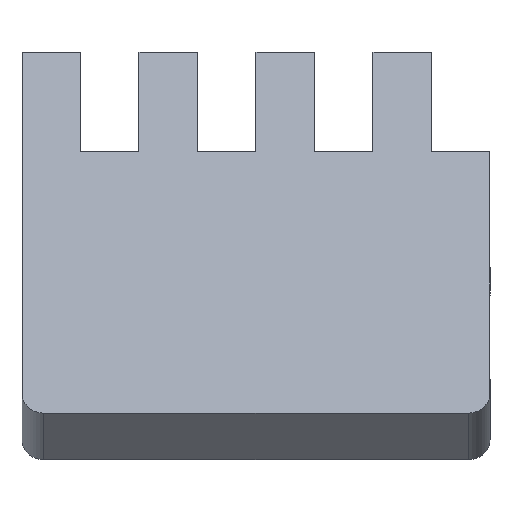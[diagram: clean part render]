
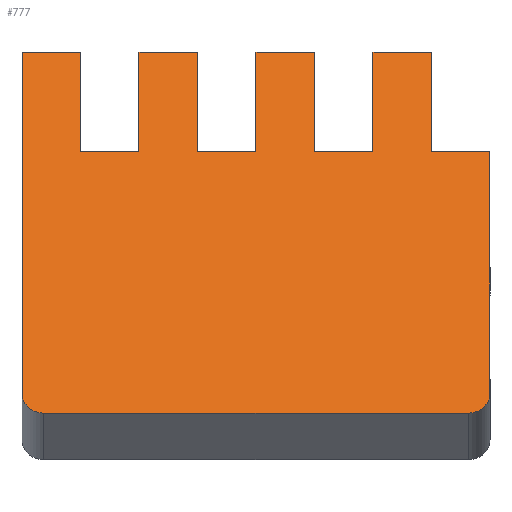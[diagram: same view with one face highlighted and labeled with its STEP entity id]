
A CAD part, top view. The second image highlights one B-rep face of the part: STEP entity #777.
In plain terms, the highlighted face is planar.
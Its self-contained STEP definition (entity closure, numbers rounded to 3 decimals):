
#35=PLANE('',#853);
#74=FACE_OUTER_BOUND('',#119,.T.);
#119=EDGE_LOOP('',(#593,#594,#595,#596,#597,#598,#599,#600,#601,#602,#603,
#604,#605,#606,#607,#608,#609,#610,#611,#612));
#168=LINE('',#1188,#252);
#171=LINE('',#1194,#255);
#174=LINE('',#1200,#258);
#177=LINE('',#1206,#261);
#182=LINE('',#1221,#266);
#185=LINE('',#1229,#269);
#186=LINE('',#1232,#270);
#187=LINE('',#1234,#271);
#188=LINE('',#1236,#272);
#189=LINE('',#1237,#273);
#190=LINE('',#1239,#274);
#191=LINE('',#1241,#275);
#192=LINE('',#1242,#276);
#193=LINE('',#1244,#277);
#194=LINE('',#1246,#278);
#195=LINE('',#1247,#279);
#196=LINE('',#1249,#280);
#197=LINE('',#1250,#281);
#252=VECTOR('',#962,10.);
#255=VECTOR('',#967,10.);
#258=VECTOR('',#972,10.);
#261=VECTOR('',#977,10.);
#266=VECTOR('',#990,10.);
#269=VECTOR('',#997,10.);
#270=VECTOR('',#1000,10.);
#271=VECTOR('',#1001,10.);
#272=VECTOR('',#1002,10.);
#273=VECTOR('',#1003,10.);
#274=VECTOR('',#1004,10.);
#275=VECTOR('',#1005,10.);
#276=VECTOR('',#1006,10.);
#277=VECTOR('',#1007,10.);
#278=VECTOR('',#1008,10.);
#279=VECTOR('',#1009,10.);
#280=VECTOR('',#1010,10.);
#281=VECTOR('',#1011,10.);
#335=CIRCLE('',#850,3.);
#337=CIRCLE('',#854,3.);
#368=VERTEX_POINT('',#1185);
#369=VERTEX_POINT('',#1187);
#370=VERTEX_POINT('',#1191);
#371=VERTEX_POINT('',#1193);
#372=VERTEX_POINT('',#1197);
#373=VERTEX_POINT('',#1199);
#374=VERTEX_POINT('',#1203);
#375=VERTEX_POINT('',#1205);
#379=VERTEX_POINT('',#1214);
#380=VERTEX_POINT('',#1216);
#381=VERTEX_POINT('',#1220);
#384=VERTEX_POINT('',#1228);
#385=VERTEX_POINT('',#1230);
#386=VERTEX_POINT('',#1233);
#387=VERTEX_POINT('',#1235);
#388=VERTEX_POINT('',#1238);
#389=VERTEX_POINT('',#1240);
#390=VERTEX_POINT('',#1243);
#391=VERTEX_POINT('',#1245);
#392=VERTEX_POINT('',#1248);
#447=EDGE_CURVE('',#369,#368,#168,.T.);
#450=EDGE_CURVE('',#371,#370,#171,.T.);
#453=EDGE_CURVE('',#373,#372,#174,.T.);
#456=EDGE_CURVE('',#375,#374,#177,.T.);
#461=EDGE_CURVE('',#379,#380,#335,.T.);
#463=EDGE_CURVE('',#381,#380,#182,.T.);
#467=EDGE_CURVE('',#379,#384,#185,.T.);
#468=EDGE_CURVE('',#385,#384,#337,.T.);
#469=EDGE_CURVE('',#385,#375,#186,.T.);
#470=EDGE_CURVE('',#374,#386,#187,.T.);
#471=EDGE_CURVE('',#386,#387,#188,.T.);
#472=EDGE_CURVE('',#387,#373,#189,.T.);
#473=EDGE_CURVE('',#372,#388,#190,.T.);
#474=EDGE_CURVE('',#388,#389,#191,.T.);
#475=EDGE_CURVE('',#389,#371,#192,.T.);
#476=EDGE_CURVE('',#370,#390,#193,.T.);
#477=EDGE_CURVE('',#390,#391,#194,.T.);
#478=EDGE_CURVE('',#391,#369,#195,.T.);
#479=EDGE_CURVE('',#368,#392,#196,.T.);
#480=EDGE_CURVE('',#392,#381,#197,.T.);
#593=ORIENTED_EDGE('',*,*,#461,.F.);
#594=ORIENTED_EDGE('',*,*,#467,.T.);
#595=ORIENTED_EDGE('',*,*,#468,.F.);
#596=ORIENTED_EDGE('',*,*,#469,.T.);
#597=ORIENTED_EDGE('',*,*,#456,.T.);
#598=ORIENTED_EDGE('',*,*,#470,.T.);
#599=ORIENTED_EDGE('',*,*,#471,.T.);
#600=ORIENTED_EDGE('',*,*,#472,.T.);
#601=ORIENTED_EDGE('',*,*,#453,.T.);
#602=ORIENTED_EDGE('',*,*,#473,.T.);
#603=ORIENTED_EDGE('',*,*,#474,.T.);
#604=ORIENTED_EDGE('',*,*,#475,.T.);
#605=ORIENTED_EDGE('',*,*,#450,.T.);
#606=ORIENTED_EDGE('',*,*,#476,.T.);
#607=ORIENTED_EDGE('',*,*,#477,.T.);
#608=ORIENTED_EDGE('',*,*,#478,.T.);
#609=ORIENTED_EDGE('',*,*,#447,.T.);
#610=ORIENTED_EDGE('',*,*,#479,.T.);
#611=ORIENTED_EDGE('',*,*,#480,.T.);
#612=ORIENTED_EDGE('',*,*,#463,.T.);
#777=ADVANCED_FACE('',(#74),#35,.T.);
#850=AXIS2_PLACEMENT_3D('',#1217,#985,#986);
#853=AXIS2_PLACEMENT_3D('',#1227,#995,#996);
#854=AXIS2_PLACEMENT_3D('',#1231,#998,#999);
#962=DIRECTION('',(1.,0.,0.));
#967=DIRECTION('',(1.,0.,0.));
#972=DIRECTION('',(1.,0.,0.));
#977=DIRECTION('',(1.,0.,0.));
#985=DIRECTION('center_axis',(0.,1.,0.));
#986=DIRECTION('ref_axis',(0.707,0.,0.707));
#990=DIRECTION('',(0.,0.,1.));
#995=DIRECTION('center_axis',(0.,-1.,0.));
#996=DIRECTION('ref_axis',(1.,0.,0.));
#997=DIRECTION('',(-1.,0.,0.));
#998=DIRECTION('center_axis',(0.,1.,0.));
#999=DIRECTION('ref_axis',(-0.707,0.,0.707));
#1000=DIRECTION('',(0.,0.,-1.));
#1001=DIRECTION('',(0.,0.,-1.));
#1002=DIRECTION('',(1.,0.,0.));
#1003=DIRECTION('',(0.,0.,1.));
#1004=DIRECTION('',(0.,0.,-1.));
#1005=DIRECTION('',(1.,0.,0.));
#1006=DIRECTION('',(0.,0.,1.));
#1007=DIRECTION('',(0.,0.,-1.));
#1008=DIRECTION('',(1.,0.,0.));
#1009=DIRECTION('',(0.,0.,1.));
#1010=DIRECTION('',(0.,0.,-1.));
#1011=DIRECTION('',(1.,0.,0.));
#1185=CARTESIAN_POINT('',(54.,0.,-25.5));
#1187=CARTESIAN_POINT('',(46.,0.,-25.5));
#1188=CARTESIAN_POINT('',(46.,0.,-25.5));
#1191=CARTESIAN_POINT('',(38.,0.,-25.5));
#1193=CARTESIAN_POINT('',(30.,0.,-25.5));
#1194=CARTESIAN_POINT('',(30.,0.,-25.5));
#1197=CARTESIAN_POINT('',(22.,0.,-25.5));
#1199=CARTESIAN_POINT('',(14.,0.,-25.5));
#1200=CARTESIAN_POINT('',(14.,0.,-25.5));
#1203=CARTESIAN_POINT('',(6.,0.,-25.5));
#1205=CARTESIAN_POINT('',(-2.,0.,-25.5));
#1206=CARTESIAN_POINT('',(-2.,0.,-25.5));
#1214=CARTESIAN_POINT('',(59.,0.,14.));
#1216=CARTESIAN_POINT('',(62.,0.,11.));
#1217=CARTESIAN_POINT('Origin',(59.,0.,11.));
#1220=CARTESIAN_POINT('',(62.,0.,-40.5));
#1221=CARTESIAN_POINT('',(62.,0.,-40.5));
#1227=CARTESIAN_POINT('Origin',(30.,0.,-13.25));
#1228=CARTESIAN_POINT('',(1.,0.,14.));
#1229=CARTESIAN_POINT('',(62.,0.,14.));
#1230=CARTESIAN_POINT('',(-2.,0.,11.));
#1231=CARTESIAN_POINT('Origin',(1.,0.,11.));
#1232=CARTESIAN_POINT('',(-2.,0.,-2.));
#1233=CARTESIAN_POINT('',(6.,0.,-40.5));
#1234=CARTESIAN_POINT('',(6.,0.,-25.5));
#1235=CARTESIAN_POINT('',(14.,0.,-40.5));
#1236=CARTESIAN_POINT('',(6.,0.,-40.5));
#1237=CARTESIAN_POINT('',(14.,0.,-40.5));
#1238=CARTESIAN_POINT('',(22.,0.,-40.5));
#1239=CARTESIAN_POINT('',(22.,0.,-25.5));
#1240=CARTESIAN_POINT('',(30.,0.,-40.5));
#1241=CARTESIAN_POINT('',(22.,0.,-40.5));
#1242=CARTESIAN_POINT('',(30.,0.,-40.5));
#1243=CARTESIAN_POINT('',(38.,0.,-40.5));
#1244=CARTESIAN_POINT('',(38.,0.,-25.5));
#1245=CARTESIAN_POINT('',(46.,0.,-40.5));
#1246=CARTESIAN_POINT('',(38.,0.,-40.5));
#1247=CARTESIAN_POINT('',(46.,0.,-40.5));
#1248=CARTESIAN_POINT('',(54.,0.,-40.5));
#1249=CARTESIAN_POINT('',(54.,0.,-25.5));
#1250=CARTESIAN_POINT('',(54.,0.,-40.5));
